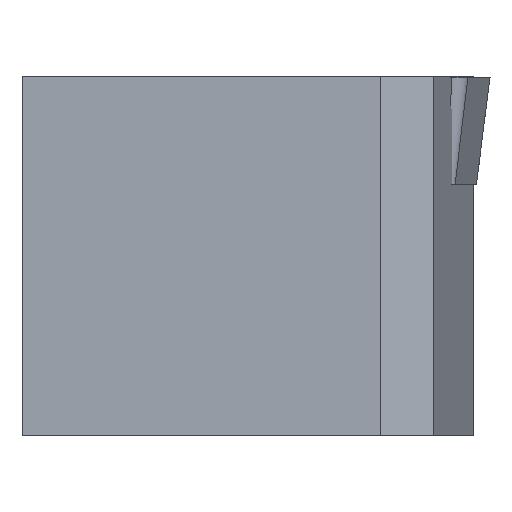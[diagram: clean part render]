
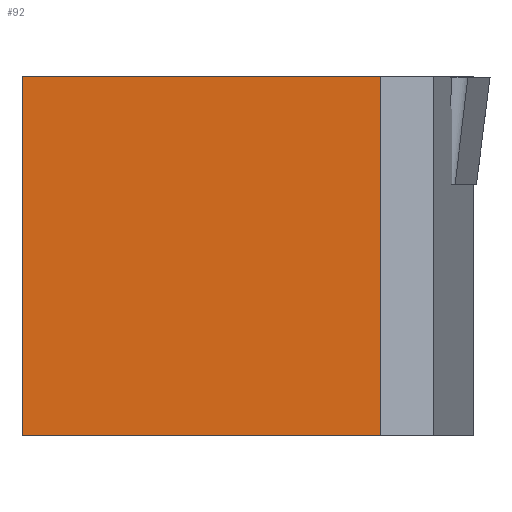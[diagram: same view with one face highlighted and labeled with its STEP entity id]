
A CAD part, front view. The second image highlights one B-rep face of the part: STEP entity #92.
In plain terms, the highlighted planar face has unit normal (0, -1, 0).
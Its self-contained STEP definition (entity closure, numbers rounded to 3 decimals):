
#92=ADVANCED_FACE('',(#128),#114,.T.);
#114=PLANE('',#408);
#128=FACE_OUTER_BOUND('',#145,.T.);
#145=EDGE_LOOP('',(#172,#173,#174,#175));
#172=ORIENTED_EDGE('',*,*,#304,.T.);
#173=ORIENTED_EDGE('',*,*,#305,.F.);
#174=ORIENTED_EDGE('',*,*,#306,.F.);
#175=ORIENTED_EDGE('',*,*,#307,.T.);
#270=VERTEX_POINT('',#511);
#271=VERTEX_POINT('',#512);
#272=VERTEX_POINT('',#514);
#273=VERTEX_POINT('',#516);
#304=EDGE_CURVE('',#270,#271,#353,.T.);
#305=EDGE_CURVE('',#272,#271,#354,.T.);
#306=EDGE_CURVE('',#273,#272,#355,.T.);
#307=EDGE_CURVE('',#273,#270,#356,.T.);
#353=LINE('',#510,#380);
#354=LINE('',#513,#381);
#355=LINE('',#515,#382);
#356=LINE('',#517,#383);
#380=VECTOR('',#434,1.);
#381=VECTOR('',#435,1.);
#382=VECTOR('',#436,1.);
#383=VECTOR('',#437,1.);
#408=AXIS2_PLACEMENT_3D('',#518,#438,#439);
#434=DIRECTION('',(-1.,0.,0.));
#435=DIRECTION('',(0.,0.,1.));
#436=DIRECTION('',(-1.,0.,0.));
#437=DIRECTION('',(0.,0.,1.));
#438=DIRECTION('',(0.,-1.,0.));
#439=DIRECTION('',(0.,0.,-1.));
#510=CARTESIAN_POINT('',(-2.474,-61.174,0.02));
#511=CARTESIAN_POINT('',(-2.474,-61.174,0.02));
#512=CARTESIAN_POINT('',(-10.474,-61.174,0.02));
#513=CARTESIAN_POINT('',(-10.474,-61.174,-7.98));
#514=CARTESIAN_POINT('',(-10.474,-61.174,-7.98));
#515=CARTESIAN_POINT('',(-2.474,-61.174,-7.98));
#516=CARTESIAN_POINT('',(-2.474,-61.174,-7.98));
#517=CARTESIAN_POINT('',(-2.474,-61.174,-7.98));
#518=CARTESIAN_POINT('',(-2.474,-61.174,-7.98));
